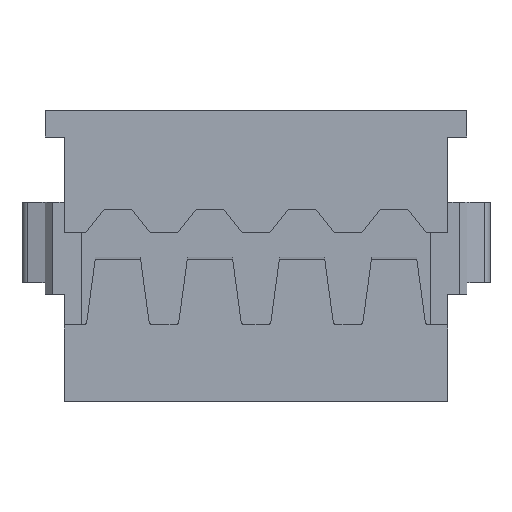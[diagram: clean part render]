
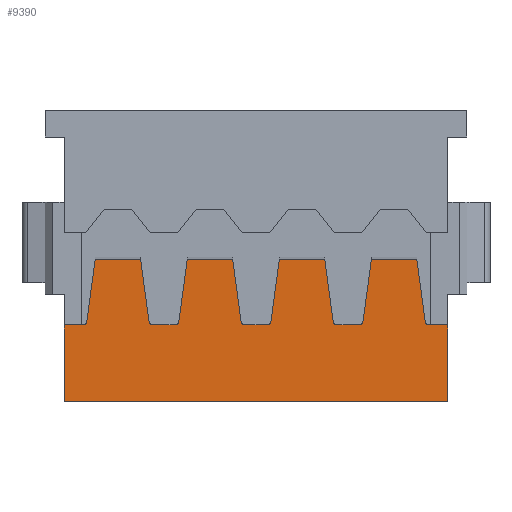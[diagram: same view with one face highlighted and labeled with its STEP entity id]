
A CAD part, top view. The second image highlights one B-rep face of the part: STEP entity #9390.
In plain terms, the highlighted planar face has unit normal (0, 0, 1).
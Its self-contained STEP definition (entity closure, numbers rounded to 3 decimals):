
#100=CARTESIAN_POINT('',(5.005,-2.8,
0.));
#110=VERTEX_POINT('',#100);
#160=CARTESIAN_POINT('',(5.005,-2.75,
0.));
#170=DIRECTION('',(0.,0.,1.));
#180=DIRECTION('',(-0.991,-0.134,0.));
#190=AXIS2_PLACEMENT_3D('',#160,#170,#180);
#200=CIRCLE('',#190,0.05);
#210=CARTESIAN_POINT('',(4.955,-2.757,
0.));
#220=VERTEX_POINT('',#210);
#230=EDGE_CURVE('',#220,#110,#200,.T.);
#520=CARTESIAN_POINT('',(1.854,-1.944,
0.));
#530=VERTEX_POINT('',#520);
#580=CARTESIAN_POINT('',(1.854,-1.944,
0.));
#590=DIRECTION('',(-0.134,-0.991,0.));
#600=VECTOR('',#590,0.82);
#610=LINE('',#580,#600);
#620=CARTESIAN_POINT('',(1.745,-2.757,
0.));
#630=VERTEX_POINT('',#620);
#640=EDGE_CURVE('',#530,#630,#610,.T.);
#2300=CARTESIAN_POINT('',(1.45,-2.8,0.))
;
#2310=VERTEX_POINT('',#2300);
#2340=CARTESIAN_POINT('',(1.45,-3.8,0.))
;
#2350=DIRECTION('',(0.,1.,0.));
#2360=VECTOR('',#2350,1.);
#2370=LINE('',#2340,#2360);
#2380=CARTESIAN_POINT('',(1.45,-3.8,0.))
;
#2390=VERTEX_POINT('',#2380);
#2400=EDGE_CURVE('',#2390,#2310,#2370,.T.);
#4870=CARTESIAN_POINT('',(2.605,-2.8,
0.));
#4880=VERTEX_POINT('',#4870);
#4930=CARTESIAN_POINT('',(2.605,-2.75,
0.));
#4940=DIRECTION('',(0.,0.,-1.));
#4950=DIRECTION('',(0.,-1.,0.));
#4960=AXIS2_PLACEMENT_3D('',#4930,#4940,#4950);
#4970=CIRCLE('',#4960,0.05);
#4980=CARTESIAN_POINT('',(2.555,-2.757,
0.));
#4990=VERTEX_POINT('',#4980);
#5000=EDGE_CURVE('',#4880,#4990,#4970,.T.);
#6940=CARTESIAN_POINT('',(3.755,-2.757,
0.));
#6950=VERTEX_POINT('',#6940);
#7000=CARTESIAN_POINT('',(3.646,-1.944,
0.));
#7010=DIRECTION('',(0.134,-0.991,0.));
#7020=VECTOR('',#7010,0.82);
#7030=LINE('',#7000,#7020);
#7040=CARTESIAN_POINT('',(3.646,-1.944,
0.));
#7050=VERTEX_POINT('',#7040);
#7060=EDGE_CURVE('',#7050,#6950,#7030,.T.);
#7470=CARTESIAN_POINT('',(9.1,0.,0.));
#7480=DIRECTION('',(-0.,-0.,-1.));
#7490=DIRECTION('',(0.,-1.,0.));
#7500=AXIS2_PLACEMENT_3D('',#7470,#7480,#7490);
#7510=PLANE('',#7500);
#7520=CARTESIAN_POINT('',(2.895,-2.75,
0.));
#7530=DIRECTION('',(0.,0.,1.));
#7540=DIRECTION('',(-1.,0.,0.));
#7550=AXIS2_PLACEMENT_3D('',#7520,#7530,#7540);
#7560=CIRCLE('',#7550,0.05);
#7570=CARTESIAN_POINT('',(2.895,-2.8,
0.));
#7580=VERTEX_POINT('',#7570);
#7590=CARTESIAN_POINT('',(2.945,-2.757,
0.));
#7600=VERTEX_POINT('',#7590);
#7610=EDGE_CURVE('',#7580,#7600,#7560,.T.);
#7620=ORIENTED_EDGE('',*,*,#7610,.F.);
#7630=CARTESIAN_POINT('',(3.316,0.,0.));
#7640=DIRECTION('',(-0.134,-0.991,0.));
#7650=VECTOR('',#7640,1.);
#7660=LINE('',#7630,#7650);
#7670=CARTESIAN_POINT('',(3.054,-1.944,
0.));
#7680=VERTEX_POINT('',#7670);
#7690=EDGE_CURVE('',#7680,#7600,#7660,.T.);
#7700=ORIENTED_EDGE('',*,*,#7690,.T.);
#7710=CARTESIAN_POINT('',(3.646,-1.944,
0.));
#7720=DIRECTION('',(-1.,0.,0.));
#7730=VECTOR('',#7720,0.592);
#7740=LINE('',#7710,#7730);
#7750=EDGE_CURVE('',#7050,#7680,#7740,.T.);
#7760=ORIENTED_EDGE('',*,*,#7750,.T.);
#7770=ORIENTED_EDGE('',*,*,#7060,.F.);
#7780=CARTESIAN_POINT('',(3.805,-2.75,
0.));
#7790=DIRECTION('',(0.,0.,1.));
#7800=DIRECTION('',(-0.991,-0.134,0.));
#7810=AXIS2_PLACEMENT_3D('',#7780,#7790,#7800);
#7820=CIRCLE('',#7810,0.05);
#7830=CARTESIAN_POINT('',(3.805,-2.8,
0.));
#7840=VERTEX_POINT('',#7830);
#7850=EDGE_CURVE('',#6950,#7840,#7820,.T.);
#7860=ORIENTED_EDGE('',*,*,#7850,.F.);
#7870=CARTESIAN_POINT('',(4.095,-2.8,
0.));
#7880=DIRECTION('',(-1.,0.,0.));
#7890=VECTOR('',#7880,0.29);
#7900=LINE('',#7870,#7890);
#7910=CARTESIAN_POINT('',(4.095,-2.8,
0.));
#7920=VERTEX_POINT('',#7910);
#7930=EDGE_CURVE('',#7920,#7840,#7900,.T.);
#7940=ORIENTED_EDGE('',*,*,#7930,.T.);
#7950=CARTESIAN_POINT('',(4.095,-2.75,
0.));
#7960=DIRECTION('',(0.,0.,1.));
#7970=DIRECTION('',(0.,-1.,0.));
#7980=AXIS2_PLACEMENT_3D('',#7950,#7960,#7970);
#7990=CIRCLE('',#7980,0.05);
#8000=CARTESIAN_POINT('',(4.145,-2.757,
0.));
#8010=VERTEX_POINT('',#8000);
#8020=EDGE_CURVE('',#7920,#8010,#7990,.T.);
#8030=ORIENTED_EDGE('',*,*,#8020,.F.);
#8040=CARTESIAN_POINT('',(4.145,-2.757,
0.));
#8050=DIRECTION('',(0.134,0.991,0.));
#8060=VECTOR('',#8050,0.82);
#8070=LINE('',#8040,#8060);
#8080=CARTESIAN_POINT('',(4.254,-1.944,
0.));
#8090=VERTEX_POINT('',#8080);
#8100=EDGE_CURVE('',#8010,#8090,#8070,.T.);
#8110=ORIENTED_EDGE('',*,*,#8100,.F.);
#8120=CARTESIAN_POINT('',(4.846,-1.944,
0.));
#8130=DIRECTION('',(-1.,0.,0.));
#8140=VECTOR('',#8130,0.592);
#8150=LINE('',#8120,#8140);
#8160=CARTESIAN_POINT('',(4.846,-1.944,
0.));
#8170=VERTEX_POINT('',#8160);
#8180=EDGE_CURVE('',#8170,#8090,#8150,.T.);
#8190=ORIENTED_EDGE('',*,*,#8180,.T.);
#8200=CARTESIAN_POINT('',(4.846,-1.944,
0.));
#8210=DIRECTION('',(0.134,-0.991,0.));
#8220=VECTOR('',#8210,0.82);
#8230=LINE('',#8200,#8220);
#8240=EDGE_CURVE('',#8170,#220,#8230,.T.);
#8250=ORIENTED_EDGE('',*,*,#8240,.F.);
#8260=ORIENTED_EDGE('',*,*,#230,.F.);
#8270=CARTESIAN_POINT('',(5.295,-2.8,
0.));
#8280=DIRECTION('',(-1.,0.,0.));
#8290=VECTOR('',#8280,0.29);
#8300=LINE('',#8270,#8290);
#8310=CARTESIAN_POINT('',(5.295,-2.8,
0.));
#8320=VERTEX_POINT('',#8310);
#8330=EDGE_CURVE('',#8320,#110,#8300,.T.);
#8340=ORIENTED_EDGE('',*,*,#8330,.T.);
#8350=CARTESIAN_POINT('',(5.295,-2.75,
0.));
#8360=DIRECTION('',(0.,0.,1.));
#8370=DIRECTION('',(0.,-1.,0.));
#8380=AXIS2_PLACEMENT_3D('',#8350,#8360,#8370);
#8390=CIRCLE('',#8380,0.05);
#8400=CARTESIAN_POINT('',(5.345,-2.757,
0.));
#8410=VERTEX_POINT('',#8400);
#8420=EDGE_CURVE('',#8320,#8410,#8390,.T.);
#8430=ORIENTED_EDGE('',*,*,#8420,.F.);
#8440=CARTESIAN_POINT('',(5.345,-2.757,
0.));
#8450=DIRECTION('',(0.134,0.991,0.));
#8460=VECTOR('',#8450,0.82);
#8470=LINE('',#8440,#8460);
#8480=CARTESIAN_POINT('',(5.454,-1.944,
0.));
#8490=VERTEX_POINT('',#8480);
#8500=EDGE_CURVE('',#8410,#8490,#8470,.T.);
#8510=ORIENTED_EDGE('',*,*,#8500,.F.);
#8520=CARTESIAN_POINT('',(6.046,-1.944,
0.));
#8530=DIRECTION('',(-1.,0.,0.));
#8540=VECTOR('',#8530,0.592);
#8550=LINE('',#8520,#8540);
#8560=CARTESIAN_POINT('',(6.046,-1.944,
0.));
#8570=VERTEX_POINT('',#8560);
#8580=EDGE_CURVE('',#8570,#8490,#8550,.T.);
#8590=ORIENTED_EDGE('',*,*,#8580,.T.);
#8600=CARTESIAN_POINT('',(6.046,-1.944,
0.));
#8610=DIRECTION('',(0.134,-0.991,0.));
#8620=VECTOR('',#8610,0.82);
#8630=LINE('',#8600,#8620);
#8640=CARTESIAN_POINT('',(6.155,-2.757,
0.));
#8650=VERTEX_POINT('',#8640);
#8660=EDGE_CURVE('',#8570,#8650,#8630,.T.);
#8670=ORIENTED_EDGE('',*,*,#8660,.F.);
#8680=CARTESIAN_POINT('',(6.205,-2.75,
0.));
#8690=DIRECTION('',(0.,0.,1.));
#8700=DIRECTION('',(-0.991,-0.134,0.));
#8710=AXIS2_PLACEMENT_3D('',#8680,#8690,#8700);
#8720=CIRCLE('',#8710,0.05);
#8730=CARTESIAN_POINT('',(6.205,-2.8,
0.));
#8740=VERTEX_POINT('',#8730);
#8750=EDGE_CURVE('',#8650,#8740,#8720,.T.);
#8760=ORIENTED_EDGE('',*,*,#8750,.F.);
#8770=CARTESIAN_POINT('',(6.45,-2.8,
0.));
#8780=DIRECTION('',(-1.,0.,0.));
#8790=VECTOR('',#8780,0.245);
#8800=LINE('',#8770,#8790);
#8810=CARTESIAN_POINT('',(6.45,-2.8,
0.));
#8820=VERTEX_POINT('',#8810);
#8830=EDGE_CURVE('',#8820,#8740,#8800,.T.);
#8840=ORIENTED_EDGE('',*,*,#8830,.T.);
#8850=CARTESIAN_POINT('',(6.45,-3.8,
0.));
#8860=DIRECTION('',(0.,1.,0.));
#8870=VECTOR('',#8860,1.);
#8880=LINE('',#8850,#8870);
#8890=CARTESIAN_POINT('',(6.45,-3.8,
0.));
#8900=VERTEX_POINT('',#8890);
#8910=EDGE_CURVE('',#8900,#8820,#8880,.T.);
#8920=ORIENTED_EDGE('',*,*,#8910,.T.);
#8930=CARTESIAN_POINT('',(-2.15,-3.8,0.)
);
#8940=DIRECTION('',(1.,0.,0.));
#8950=VECTOR('',#8940,12.2);
#8960=LINE('',#8930,#8950);
#8970=EDGE_CURVE('',#2390,#8900,#8960,.T.);
#8980=ORIENTED_EDGE('',*,*,#8970,.T.);
#8990=ORIENTED_EDGE('',*,*,#2400,.F.);
#9000=CARTESIAN_POINT('',(1.45,-2.8,0.))
;
#9010=DIRECTION('',(1.,0.,0.));
#9020=VECTOR('',#9010,0.245);
#9030=LINE('',#9000,#9020);
#9040=CARTESIAN_POINT('',(1.695,-2.8,
0.));
#9050=VERTEX_POINT('',#9040);
#9060=EDGE_CURVE('',#2310,#9050,#9030,.T.);
#9070=ORIENTED_EDGE('',*,*,#9060,.F.);
#9080=CARTESIAN_POINT('',(1.695,-2.75,
0.));
#9090=DIRECTION('',(0.,0.,-1.));
#9100=DIRECTION('',(0.991,-0.134,0.));
#9110=AXIS2_PLACEMENT_3D('',#9080,#9090,#9100);
#9120=CIRCLE('',#9110,0.05);
#9130=EDGE_CURVE('',#630,#9050,#9120,.T.);
#9140=ORIENTED_EDGE('',*,*,#9130,.T.);
#9150=ORIENTED_EDGE('',*,*,#640,.T.);
#9160=CARTESIAN_POINT('',(1.854,-1.944,
0.));
#9170=DIRECTION('',(1.,0.,0.));
#9180=VECTOR('',#9170,0.592);
#9190=LINE('',#9160,#9180);
#9200=CARTESIAN_POINT('',(2.446,-1.944,
0.));
#9210=VERTEX_POINT('',#9200);
#9220=EDGE_CURVE('',#530,#9210,#9190,.T.);
#9230=ORIENTED_EDGE('',*,*,#9220,.F.);
#9240=CARTESIAN_POINT('',(2.555,-2.757,
0.));
#9250=DIRECTION('',(-0.134,0.991,0.));
#9260=VECTOR('',#9250,0.82);
#9270=LINE('',#9240,#9260);
#9280=EDGE_CURVE('',#4990,#9210,#9270,.T.);
#9290=ORIENTED_EDGE('',*,*,#9280,.T.);
#9300=ORIENTED_EDGE('',*,*,#5000,.T.);
#9310=CARTESIAN_POINT('',(2.605,-2.8,
0.));
#9320=DIRECTION('',(1.,0.,0.));
#9330=VECTOR('',#9320,0.29);
#9340=LINE('',#9310,#9330);
#9350=EDGE_CURVE('',#4880,#7580,#9340,.T.);
#9360=ORIENTED_EDGE('',*,*,#9350,.F.);
#9370=EDGE_LOOP('',(#9360,#9300,#9290,#9230,#9150,#9140,#9070,#8990,
#8980,#8920,#8840,#8760,#8670,#8590,#8510,#8430,#8340,#8260,#8250,#8190,
#8110,#8030,#7940,#7860,#7770,#7760,#7700,#7620));
#9380=FACE_OUTER_BOUND('',#9370,.T.);
#9390=ADVANCED_FACE('',(#9380),#7510,.F.);
